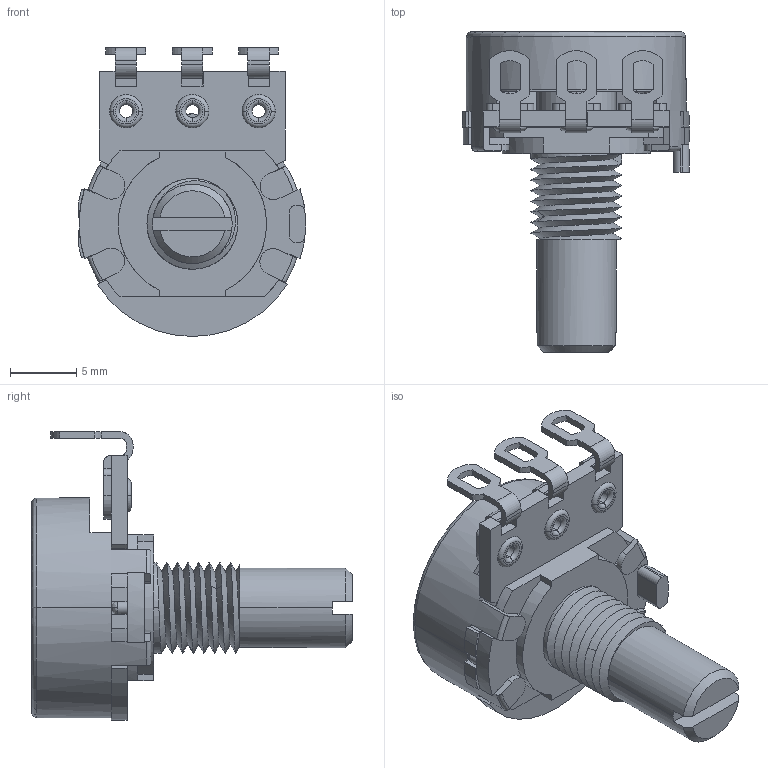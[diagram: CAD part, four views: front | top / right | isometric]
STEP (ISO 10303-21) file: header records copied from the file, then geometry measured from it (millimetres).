
FILE_DESCRIPTION((''),'2;1');
FILE_NAME('P160KNP-0EC15A10K','2021-11-09T09:48:58',('JVassar'),(''),'CREO PARAMETRIC BY PTC INC, 2018260','CREO PARAMETRIC BY PTC INC, 2018260','');
FILE_SCHEMA(('CONFIG_CONTROL_DESIGN'));
Length unit declared in the file: millimetre
Products named in the file (1): P160KNP-0EC15A10K
Bounding box: 17.15 x 24.2 x 21.81 mm (x, y, z)
Volume: 1532.4 mm3; surface area: 3090.3 mm2
Topology: 1 solids, 1 shells, 396 faces, 1255 edges, 842 vertices
Faces by surface type: plane 246, cylinder 114, torus 24, bspline 10, cone 2
Entity records: 15835 total; most frequent: CARTESIAN_POINT 4217, ORIENTED_EDGE 2510, DIRECTION 2485, EDGE_CURVE 1255, AXIS2_PLACEMENT_3D 894, VERTEX_POINT 842, VECTOR 697, LINE 697
